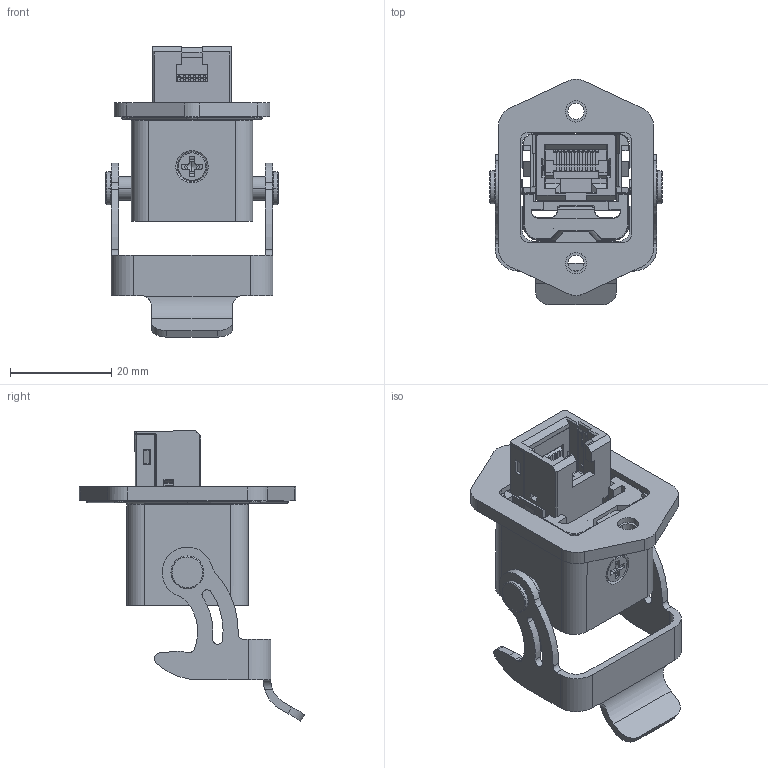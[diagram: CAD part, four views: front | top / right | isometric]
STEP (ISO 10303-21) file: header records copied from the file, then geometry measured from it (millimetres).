
FILE_DESCRIPTION((''),'2;1');
FILE_NAME('1210000990502_01-H3A-_SW0001','2024-04-01T',('13001'),(''),'PRO/ENGINEER BY PARAMETRIC TECHNOLOGY CORPORATION, 2012480','PRO/ENGINEER BY PARAMETRIC TECHNOLOGY CORPORATION, 2012480','');
FILE_SCHEMA(('CONFIG_CONTROL_DESIGN'));
Length unit declared in the file: inch
Products named in the file (1): 1210000990502_01-H3A-_SW0001
Bounding box: 34 x 44.56 x 57.34 mm (x, y, z)
Volume: 12110.9 mm3; surface area: 18666.2 mm2
Topology: 2 solids, 2 shells, 1398 faces, 4066 edges, 2607 vertices
Faces by surface type: plane 966, cylinder 345, torus 44, cone 23, sphere 11, bspline 9
Entity records: 49862 total; most frequent: CARTESIAN_POINT 12844, ORIENTED_EDGE 8090, DIRECTION 7279, EDGE_CURVE 4045, VECTOR 3065, LINE 3065, VERTEX_POINT 2607, AXIS2_PLACEMENT_3D 2107
